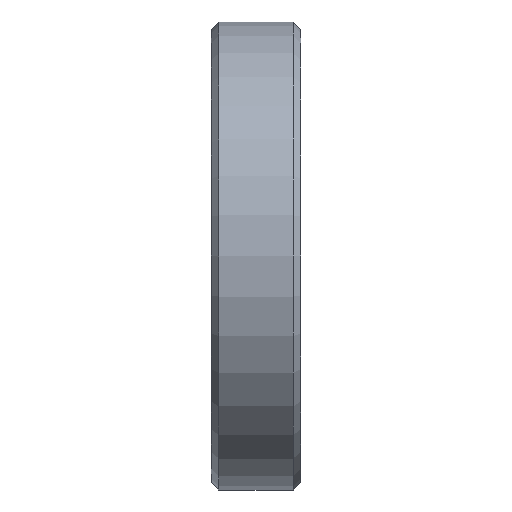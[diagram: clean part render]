
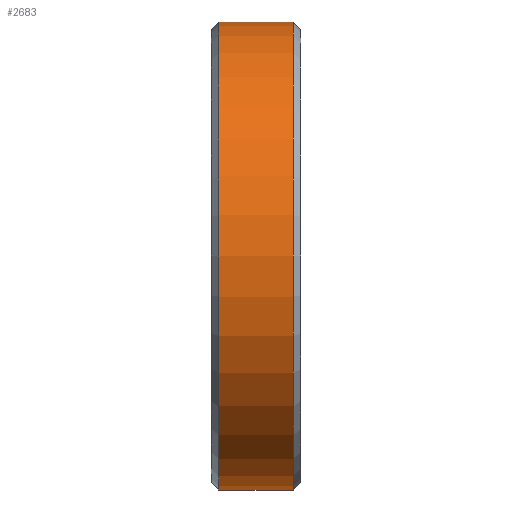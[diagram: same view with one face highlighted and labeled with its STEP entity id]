
A CAD part, left-side view. The second image highlights one B-rep face of the part: STEP entity #2683.
In plain terms, the highlighted cylindrical face has radius 31.5 mm (diameter 63 mm), a partial arc.
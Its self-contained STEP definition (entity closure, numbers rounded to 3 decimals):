
#49 = ORIENTED_EDGE ( 'NONE', *, *, #2829, .F. ) ;
#55 = ORIENTED_EDGE ( 'NONE', *, *, #2540, .T. ) ;
#107 = DIRECTION ( 'NONE',  ( 0., 0., 1. ) ) ;
#122 = AXIS2_PLACEMENT_3D ( 'NONE', #3372, #2892, #1324 ) ;
#279 = VERTEX_POINT ( 'NONE', #1764 ) ;
#365 = VECTOR ( 'NONE', #2830, 1000. ) ;
#430 = DIRECTION ( 'NONE',  ( 0., -1., 0. ) ) ;
#436 = AXIS2_PLACEMENT_3D ( 'NONE', #2227, #3283, #107 ) ;
#490 = CARTESIAN_POINT ( 'NONE',  ( 0., 11., 31.5 ) ) ;
#596 = CARTESIAN_POINT ( 'NONE',  ( 0., 12., 0. ) ) ;
#602 = DIRECTION ( 'NONE',  ( 0., 0., -1. ) ) ;
#639 = CARTESIAN_POINT ( 'NONE',  ( 0., 1., 31.5 ) ) ;
#647 = CIRCLE ( 'NONE', #436, 31.5 ) ;
#673 = CARTESIAN_POINT ( 'NONE',  ( 0., 12., 31.5 ) ) ;
#811 = AXIS2_PLACEMENT_3D ( 'NONE', #596, #2487, #602 ) ;
#1324 = DIRECTION ( 'NONE',  ( 0., 0., 1. ) ) ;
#1370 = CYLINDRICAL_SURFACE ( 'NONE', #811, 31.5 ) ;
#1716 = VERTEX_POINT ( 'NONE', #490 ) ;
#1764 = CARTESIAN_POINT ( 'NONE',  ( 0., 11., -31.5 ) ) ;
#1820 = ORIENTED_EDGE ( 'NONE', *, *, #2475, .T. ) ;
#1837 = CARTESIAN_POINT ( 'NONE',  ( 0., 1., -31.5 ) ) ;
#2008 = CARTESIAN_POINT ( 'NONE',  ( 0., 12., -31.5 ) ) ;
#2227 = CARTESIAN_POINT ( 'NONE',  ( 0., 11., 0. ) ) ;
#2280 = EDGE_CURVE ( 'NONE', #3122, #2763, #2725, .T. ) ;
#2447 = LINE ( 'NONE', #2008, #365 ) ;
#2475 = EDGE_CURVE ( 'NONE', #1716, #279, #647, .T. ) ;
#2487 = DIRECTION ( 'NONE',  ( 0., -1., 0. ) ) ;
#2540 = EDGE_CURVE ( 'NONE', #279, #3122, #2447, .T. ) ;
#2683 = ADVANCED_FACE ( 'NONE', ( #2861 ), #1370, .T. ) ;
#2725 = CIRCLE ( 'NONE', #122, 31.5 ) ;
#2749 = ORIENTED_EDGE ( 'NONE', *, *, #2280, .T. ) ;
#2763 = VERTEX_POINT ( 'NONE', #639 ) ;
#2787 = EDGE_LOOP ( 'NONE', ( #49, #1820, #55, #2749 ) ) ;
#2829 = EDGE_CURVE ( 'NONE', #1716, #2763, #3259, .T. ) ;
#2830 = DIRECTION ( 'NONE',  ( 0., -1., 0. ) ) ;
#2861 = FACE_OUTER_BOUND ( 'NONE', #2787, .T. ) ;
#2892 = DIRECTION ( 'NONE',  ( 0., 1., 0. ) ) ;
#3122 = VERTEX_POINT ( 'NONE', #1837 ) ;
#3223 = VECTOR ( 'NONE', #430, 1000. ) ;
#3259 = LINE ( 'NONE', #673, #3223 ) ;
#3283 = DIRECTION ( 'NONE',  ( 0., -1., 0. ) ) ;
#3372 = CARTESIAN_POINT ( 'NONE',  ( 0., 1., 0. ) ) ;
